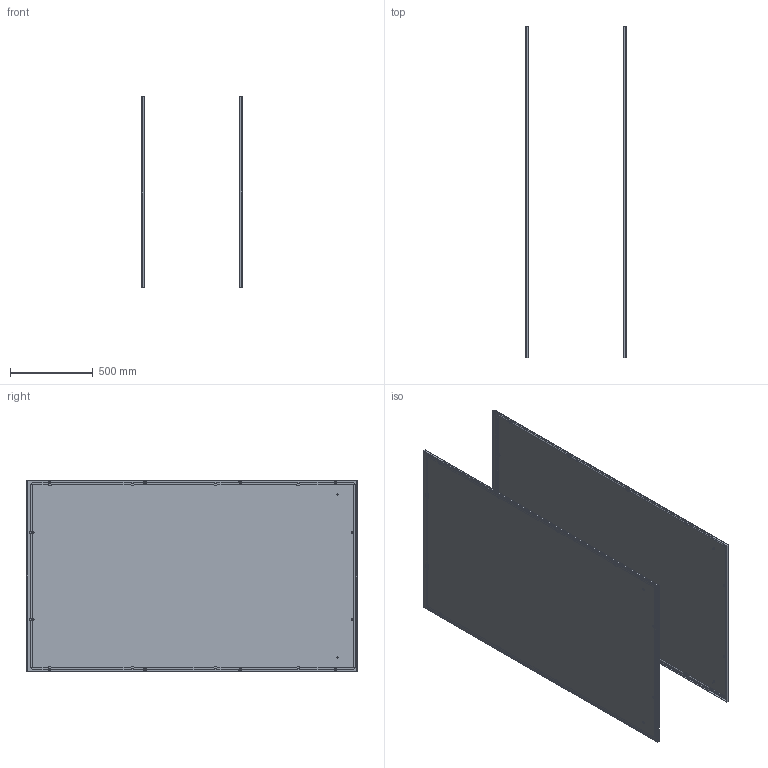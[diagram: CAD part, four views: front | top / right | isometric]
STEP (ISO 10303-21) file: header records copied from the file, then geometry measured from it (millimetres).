
FILE_DESCRIPTION (( 'STEP AP203' ), '1' );
FILE_NAME ('UR43500200612 Ñòåíêà áîêîâàÿ RS52 200.120 (2øò) (000.801.435-04) .STEP', '2022-04-12T09:29:10', ( '' ), ( '' ), 'SwSTEP 2.0', 'SolidWorks 2017', '' );
FILE_SCHEMA (( 'CONFIG_CONTROL_DESIGN' ));
Length unit declared in the file: millimetre
Products named in the file (7): Øïèëüêà çàçåìëåíèÿ CKF CS_Œ6å16; Óïëîòíèòåëü ÏÏÓ äëÿ ñòåíêè áîêîâîé RS52_24 (200å120); 000.132.178 Îñíîâàíèå ñòåíêè áîêîâîé RS52 200.00_04 (00.120); 005-342 Ïàíåëü ñòåíêè áîêîâîé RS52 200.00_04 (00.120); 000.130.404 Ñòåíêà áîêîâàÿ RS52 200.00_04 (00.120); Âèíò ISO 7380-2 TX_Œ5å12; UR43500200612 Ñòåíêà áîêîâàÿ RS52 200.120 (2øò)  (000.801.435-04) 
Assembly tree (31 placements, depth 4):
  UR43500200612 Ñòåíêà áîêîâàÿ RS52 200.120 (2øò)  (000.801.435-04) 
    000.130.404 Ñòåíêà áîêîâàÿ RS52 200.00_04 (00.120)  x2
      000.132.178 Îñíîâàíèå ñòåíêè áîêîâîé RS52 200.00_04 (00.120)
        005-342 Ïàíåëü ñòåíêè áîêîâîé RS52 200.00_04 (00.120)
        Øïèëüêà çàçåìëåíèÿ CKF CS_Œ6å16  x2
      Óïëîòíèòåëü ÏÏÓ äëÿ ñòåíêè áîêîâîé RS52_24 (200å120)
    Âèíò ISO 7380-2 TX_Œ5å12  x24
Bounding box: 608.8 x 1997 x 1156 mm (x, y, z)
Volume: 7479097.3 mm3; surface area: 10087212.9 mm2
Topology: 32 solids, 32 shells, 1750 faces, 4894 edges, 3288 vertices
Faces by surface type: cylinder 656, plane 606, torus 364, bspline 68, cone 56
Entity records: 14181 total; most frequent: CARTESIAN_POINT 3336, DIRECTION 2235, ORIENTED_EDGE 1820, AXIS2_PLACEMENT_3D 971, EDGE_CURVE 910, CIRCLE 538, VERTEX_POINT 537, EDGE_LOOP 463
